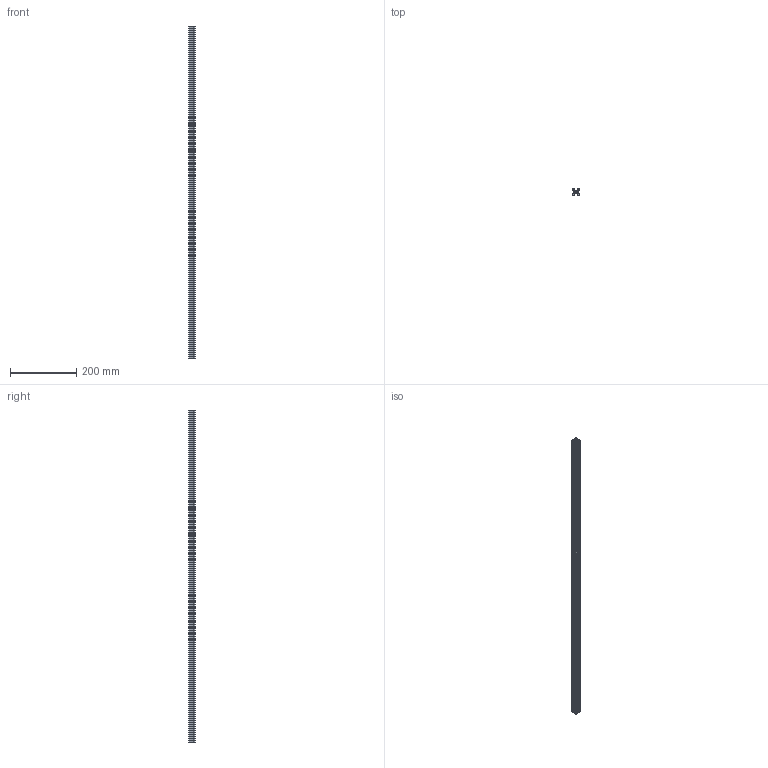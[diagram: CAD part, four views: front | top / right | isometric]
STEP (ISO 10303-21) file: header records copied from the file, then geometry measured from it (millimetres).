
FILE_DESCRIPTION (( 'STEP AP203' ), '1' );
FILE_NAME ('AL-VPS-2020-A Àëþìèíèåâûé êîíñòðóêöèîííûé ïðîôèëü V20x20 àíîäèðîâàííûé.STEP', '2024-12-17T09:26:00', ( '' ), ( '' ), 'SwSTEP 2.0', 'SolidWorks 2021', '' );
FILE_SCHEMA (( 'CONFIG_CONTROL_DESIGN' ));
Length unit declared in the file: millimetre
Products named in the file (1): AL-VPS-2020-A Àëþìèíèåâûé êîíñòðóêöèîííûé ïðîôèëü V20x20 àíîäèðîâàííûé
Bounding box: 20 x 20 x 1000 mm (x, y, z)
Volume: 175781.3 mm3; surface area: 154989.4 mm2
Topology: 1 solids, 1 shells, 120 faces, 354 edges, 236 vertices
Faces by surface type: cylinder 62, plane 58
Entity records: 4123 total; most frequent: DIRECTION 720, CARTESIAN_POINT 711, ORIENTED_EDGE 708, EDGE_CURVE 354, AXIS2_PLACEMENT_3D 245, VERTEX_POINT 236, LINE 230, VECTOR 230
